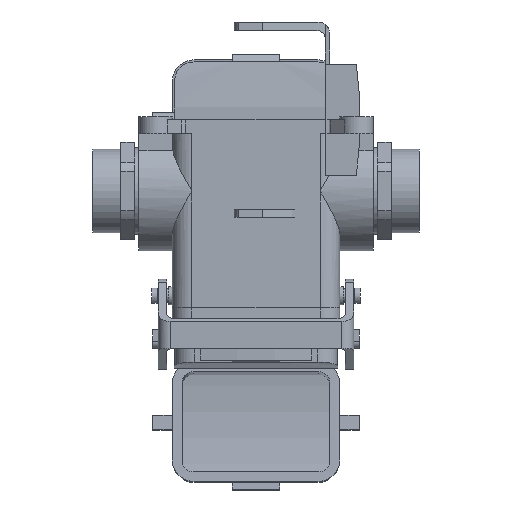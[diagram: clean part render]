
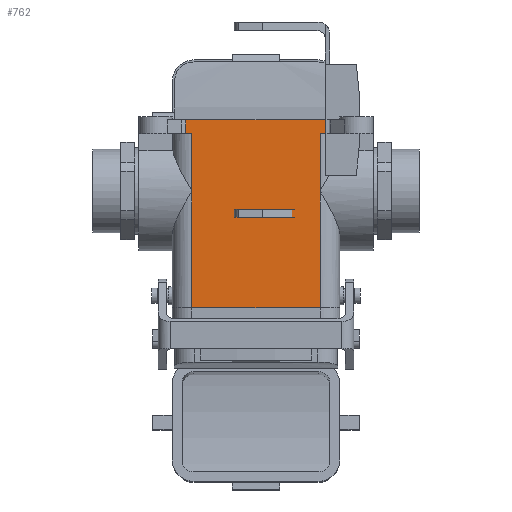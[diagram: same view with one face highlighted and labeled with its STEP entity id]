
A CAD part, top view. The second image highlights one B-rep face of the part: STEP entity #762.
In plain terms, the highlighted planar face has unit normal (0, 0, 1).
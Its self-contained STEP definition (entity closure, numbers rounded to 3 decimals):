
#762 = ADVANCED_FACE( '', ( #1614 ), #1615, .F. );
#1614 = FACE_OUTER_BOUND( '', #2520, .T. );
#1615 = PLANE( '', #2521 );
#2520 = EDGE_LOOP( '', ( #4654, #4655, #4656, #4657, #4658, #4659, #4660, #4661, #4662, #4663 ) );
#2521 = AXIS2_PLACEMENT_3D( '', #4664, #4665, #4666 );
#4654 = ORIENTED_EDGE( '', *, *, #5940, .T. );
#4655 = ORIENTED_EDGE( '', *, *, #5970, .T. );
#4656 = ORIENTED_EDGE( '', *, *, #5971, .F. );
#4657 = ORIENTED_EDGE( '', *, *, #5669, .F. );
#4658 = ORIENTED_EDGE( '', *, *, #5680, .F. );
#4659 = ORIENTED_EDGE( '', *, *, #5655, .F. );
#4660 = ORIENTED_EDGE( '', *, *, #5972, .T. );
#4661 = ORIENTED_EDGE( '', *, *, #5661, .T. );
#4662 = ORIENTED_EDGE( '', *, *, #5731, .F. );
#4663 = ORIENTED_EDGE( '', *, *, #5713, .F. );
#4664 = CARTESIAN_POINT( '', ( 25.186, -5., 21.5 ) );
#4665 = DIRECTION( '', ( 0., 0., -1. ) );
#4666 = DIRECTION( '', ( -1., 0., 0. ) );
#5655 = EDGE_CURVE( '', #6956, #6958, #6959, .T. );
#5661 = EDGE_CURVE( '', #6967, #6965, #6968, .T. );
#5669 = EDGE_CURVE( '', #6976, #6978, #6979, .T. );
#5680 = EDGE_CURVE( '', #6958, #6976, #6993, .T. );
#5713 = EDGE_CURVE( '', #7036, #7038, #7039, .T. );
#5731 = EDGE_CURVE( '', #7038, #6965, #7062, .T. );
#5940 = EDGE_CURVE( '', #7036, #6316, #7323, .T. );
#5970 = EDGE_CURVE( '', #6316, #7356, #7357, .T. );
#5971 = EDGE_CURVE( '', #6978, #7356, #7358, .T. );
#5972 = EDGE_CURVE( '', #6956, #6967, #7359, .T. );
#6316 = VERTEX_POINT( '', #7914 );
#6956 = VERTEX_POINT( '', #8914 );
#6958 = VERTEX_POINT( '', #8916 );
#6959 = LINE( '', #8917, #8918 );
#6965 = VERTEX_POINT( '', #8926 );
#6967 = VERTEX_POINT( '', #8928 );
#6968 = LINE( '', #8929, #8930 );
#6976 = VERTEX_POINT( '', #8939 );
#6978 = VERTEX_POINT( '', #8968 );
#6979 = LINE( '', #8969, #8970 );
#6993 = LINE( '', #8990, #8991 );
#7036 = VERTEX_POINT( '', #9070 );
#7038 = VERTEX_POINT( '', #9072 );
#7039 = LINE( '', #9073, #9074 );
#7062 = LINE( '', #9106, #9107 );
#7323 = LINE( '', #9568, #9569 );
#7356 = VERTEX_POINT( '', #9611 );
#7357 = LINE( '', #9612, #9613 );
#7358 = LINE( '', #9614, #9615 );
#7359 = LINE( '', #9616, #9617 );
#7914 = CARTESIAN_POINT( '', ( -23., -25.5, 21.5 ) );
#8914 = CARTESIAN_POINT( '', ( 25.186, -5., 21.5 ) );
#8916 = CARTESIAN_POINT( '', ( 23., -5., 21.5 ) );
#8917 = CARTESIAN_POINT( '', ( 25.186, -5., 21.5 ) );
#8918 = VECTOR( '', #10433, 1000. );
#8926 = CARTESIAN_POINT( '', ( -25.186, 0., 21.5 ) );
#8928 = CARTESIAN_POINT( '', ( 25.186, 0., 21.5 ) );
#8929 = CARTESIAN_POINT( '', ( 25.186, 0., 21.5 ) );
#8930 = VECTOR( '', #10442, 1000. );
#8939 = CARTESIAN_POINT( '', ( 23., -25.5, 21.5 ) );
#8968 = CARTESIAN_POINT( '', ( 23., -67.4, 21.5 ) );
#8969 = CARTESIAN_POINT( '', ( 23., 55.476, 21.5 ) );
#8970 = VECTOR( '', #10456, 1000. );
#8990 = CARTESIAN_POINT( '', ( 23., 55.476, 21.5 ) );
#8991 = VECTOR( '', #10466, 1000. );
#9070 = CARTESIAN_POINT( '', ( -23., -5., 21.5 ) );
#9072 = CARTESIAN_POINT( '', ( -25.186, -5., 21.5 ) );
#9073 = CARTESIAN_POINT( '', ( 25.186, -5., 21.5 ) );
#9074 = VECTOR( '', #10496, 1000. );
#9106 = CARTESIAN_POINT( '', ( -25.186, -5., 21.5 ) );
#9107 = VECTOR( '', #10515, 1000. );
#9568 = CARTESIAN_POINT( '', ( -23., 55.476, 21.5 ) );
#9569 = VECTOR( '', #10721, 1000. );
#9611 = CARTESIAN_POINT( '', ( -23., -67.4, 21.5 ) );
#9612 = CARTESIAN_POINT( '', ( -23., 55.476, 21.5 ) );
#9613 = VECTOR( '', #10737, 1000. );
#9614 = CARTESIAN_POINT( '', ( -23., -67.4, 21.5 ) );
#9615 = VECTOR( '', #10738, 1000. );
#9616 = CARTESIAN_POINT( '', ( 25.186, -5., 21.5 ) );
#9617 = VECTOR( '', #10739, 1000. );
#10433 = DIRECTION( '', ( -1., 0., 0. ) );
#10442 = DIRECTION( '', ( -1., 0., 0. ) );
#10456 = DIRECTION( '', ( 0., -1., 0. ) );
#10466 = DIRECTION( '', ( 0., -1., 0. ) );
#10496 = DIRECTION( '', ( -1., 0., 0. ) );
#10515 = DIRECTION( '', ( 0., 1., 0. ) );
#10721 = DIRECTION( '', ( 0., -1., 0. ) );
#10737 = DIRECTION( '', ( 0., -1., 0. ) );
#10738 = DIRECTION( '', ( -1., 0., 0. ) );
#10739 = DIRECTION( '', ( 0., 1., 0. ) );
